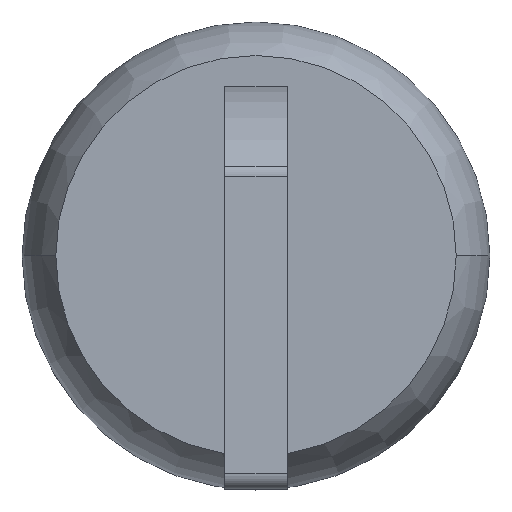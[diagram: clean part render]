
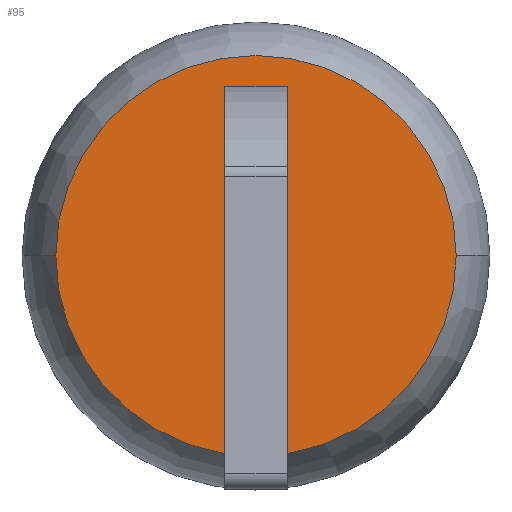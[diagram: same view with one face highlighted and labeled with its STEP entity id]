
A CAD part, top view. The second image highlights one B-rep face of the part: STEP entity #95.
In plain terms, the highlighted planar face has unit normal (0, 0, 1).
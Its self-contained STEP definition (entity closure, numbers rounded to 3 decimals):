
#95=ADVANCED_FACE('',(#196,#197),#198,.T.);
#196=FACE_BOUND('',#341,.T.);
#197=FACE_OUTER_BOUND('',#342,.T.);
#198=PLANE('',#343);
#341=EDGE_LOOP('',(#660,#661,#662,#663,#664,#665,#666,#667));
#342=EDGE_LOOP('',(#668,#669,#670));
#343=AXIS2_PLACEMENT_3D('',#671,#672,#673);
#660=ORIENTED_EDGE('',*,*,#1066,.T.);
#661=ORIENTED_EDGE('',*,*,#1073,.T.);
#662=ORIENTED_EDGE('',*,*,#1051,.T.);
#663=ORIENTED_EDGE('',*,*,#1038,.T.);
#664=ORIENTED_EDGE('',*,*,#1046,.T.);
#665=ORIENTED_EDGE('',*,*,#1042,.T.);
#666=ORIENTED_EDGE('',*,*,#1062,.T.);
#667=ORIENTED_EDGE('',*,*,#1072,.T.);
#668=ORIENTED_EDGE('',*,*,#998,.T.);
#669=ORIENTED_EDGE('',*,*,#1083,.T.);
#670=ORIENTED_EDGE('',*,*,#999,.T.);
#671=CARTESIAN_POINT('',(0.,6.398,11.0));
#672=DIRECTION('',(0.,0.,1.0));
#673=DIRECTION('',(0.,1.0,0.));
#998=EDGE_CURVE('',#1184,#1182,#1185,.T.);
#999=EDGE_CURVE('',#1176,#1184,#1186,.T.);
#1038=EDGE_CURVE('',#1260,#1261,#1262,.T.);
#1042=EDGE_CURVE('',#1267,#1268,#1269,.T.);
#1046=EDGE_CURVE('',#1261,#1267,#1274,.T.);
#1051=EDGE_CURVE('',#1281,#1260,#1282,.T.);
#1062=EDGE_CURVE('',#1268,#1296,#1298,.T.);
#1066=EDGE_CURVE('',#1299,#1304,#1306,.T.);
#1072=EDGE_CURVE('',#1296,#1299,#1314,.T.);
#1073=EDGE_CURVE('',#1304,#1281,#1315,.T.);
#1083=EDGE_CURVE('',#1182,#1176,#1329,.T.);
#1176=VERTEX_POINT('',#1478);
#1182=VERTEX_POINT('',#1484);
#1184=VERTEX_POINT('',#1486);
#1185=CIRCLE('',#1487,12.796);
#1186=CIRCLE('',#1488,12.796);
#1260=VERTEX_POINT('',#1580);
#1261=VERTEX_POINT('',#1581);
#1262=LINE('',#1582,#1583);
#1267=VERTEX_POINT('',#1589);
#1268=VERTEX_POINT('',#1590);
#1269=LINE('',#1591,#1592);
#1274=LINE('',#1598,#1599);
#1281=VERTEX_POINT('',#1610);
#1282=LINE('',#1611,#1612);
#1296=VERTEX_POINT('',#1628);
#1298=LINE('',#1630,#1631);
#1299=VERTEX_POINT('',#1632);
#1304=VERTEX_POINT('',#1638);
#1306=LINE('',#1640,#1641);
#1314=LINE('',#1652,#1653);
#1315=LINE('',#1654,#1655);
#1329=CIRCLE('',#1675,12.796);
#1478=CARTESIAN_POINT('',(12.796,0.,11.0));
#1484=CARTESIAN_POINT('',(-12.796,0.,11.0));
#1486=CARTESIAN_POINT('',(0.,12.796,11.0));
#1487=AXIS2_PLACEMENT_3D('',#1887,#1888,#1889);
#1488=AXIS2_PLACEMENT_3D('',#1890,#1891,#1892);
#1580=CARTESIAN_POINT('',(1.0,6.0,11.0));
#1581=CARTESIAN_POINT('',(1.0,-8.0,11.0));
#1582=CARTESIAN_POINT('',(1.0,3.199,11.0));
#1583=VECTOR('',#1971,1.0);
#1589=CARTESIAN_POINT('',(-1.,-8.0,11.0));
#1590=CARTESIAN_POINT('',(-1.,6.0,11.0));
#1591=CARTESIAN_POINT('',(-1.,3.199,11.0));
#1592=VECTOR('',#1979,1.0);
#1598=CARTESIAN_POINT('',(0.,-8.0,11.0));
#1599=VECTOR('',#1987,1.0);
#1610=CARTESIAN_POINT('',(2.0,6.0,11.0));
#1611=CARTESIAN_POINT('',(2.0,6.0,11.0));
#1612=VECTOR('',#1992,1.0);
#1628=CARTESIAN_POINT('',(-2.0,6.0,11.0));
#1630=CARTESIAN_POINT('',(-1.5,6.0,11.0));
#1631=VECTOR('',#2019,1.0);
#1632=CARTESIAN_POINT('',(-2.0,10.796,11.0));
#1638=CARTESIAN_POINT('',(2.0,10.796,11.0));
#1640=CARTESIAN_POINT('',(0.,10.796,11.0));
#1641=VECTOR('',#2027,1.0);
#1652=CARTESIAN_POINT('',(-2.0,2.205,11.0));
#1653=VECTOR('',#2037,1.0);
#1654=CARTESIAN_POINT('',(2.0,2.205,11.0));
#1655=VECTOR('',#2038,1.0);
#1675=AXIS2_PLACEMENT_3D('',#2054,#2055,#2056);
#1887=CARTESIAN_POINT('',(0.,0.0,11.0));
#1888=DIRECTION('',(0.,-0.0,1.0));
#1889=DIRECTION('',(0.0,1.0,0.0));
#1890=CARTESIAN_POINT('',(0.,0.0,11.0));
#1891=DIRECTION('',(0.,-0.0,1.0));
#1892=DIRECTION('',(0.0,1.0,0.0));
#1971=DIRECTION('',(0.,-1.0,0.));
#1979=DIRECTION('',(0.,1.0,0.));
#1987=DIRECTION('',(-1.0,0.0,0.));
#1992=DIRECTION('',(-1.0,0.0,0.));
#2019=DIRECTION('',(-1.0,0.0,0.));
#2027=DIRECTION('',(1.0,-0.0,0.));
#2037=DIRECTION('',(0.,1.0,0.));
#2038=DIRECTION('',(0.,-1.0,0.));
#2054=CARTESIAN_POINT('',(0.,0.0,11.0));
#2055=DIRECTION('',(0.,-0.0,1.0));
#2056=DIRECTION('',(0.0,1.0,0.0));
